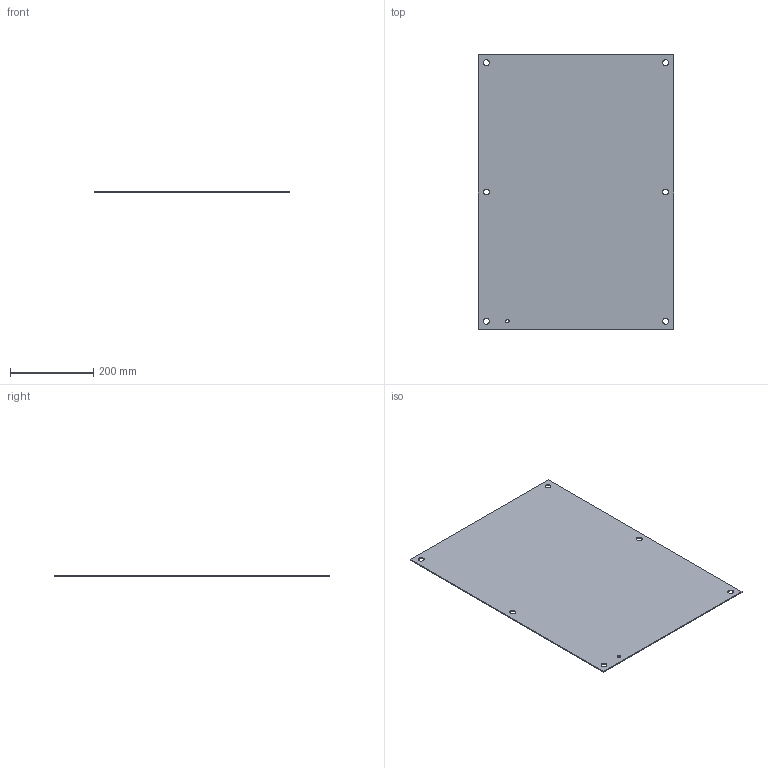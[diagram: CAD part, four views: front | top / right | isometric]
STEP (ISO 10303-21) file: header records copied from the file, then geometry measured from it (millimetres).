
FILE_DESCRIPTION((''),'2;1');
FILE_NAME('N1P2030.stp','2013-06-14T16:05:14',('ps'),(''),'Autodesk Inventor 2012','Autodesk Inventor 2012','');
FILE_SCHEMA(('AUTOMOTIVE_DESIGN { 1 0 10303 214 1 1 1 1 }'));
Length unit declared in the file: inch
Products named in the file (1): N1P2030-1
Bounding box: 469.9 x 660.4 x 2.38 mm (x, y, z)
Volume: 736542 mm3; surface area: 624702.2 mm2
Topology: 1 solids, 1 shells, 13 faces, 33 edges, 22 vertices
Faces by surface type: cylinder 7, plane 6
Full cylindrical faces by diameter (mm): 7.925 x1, 14.3 x6
Entity records: 442 total; most frequent: DIRECTION 68, CARTESIAN_POINT 62, ORIENTED_EDGE 52, EDGE_LOOP 34, AXIS2_PLACEMENT_3D 28, EDGE_CURVE 26, VERTEX_POINT 22, FACE_BOUND 21
